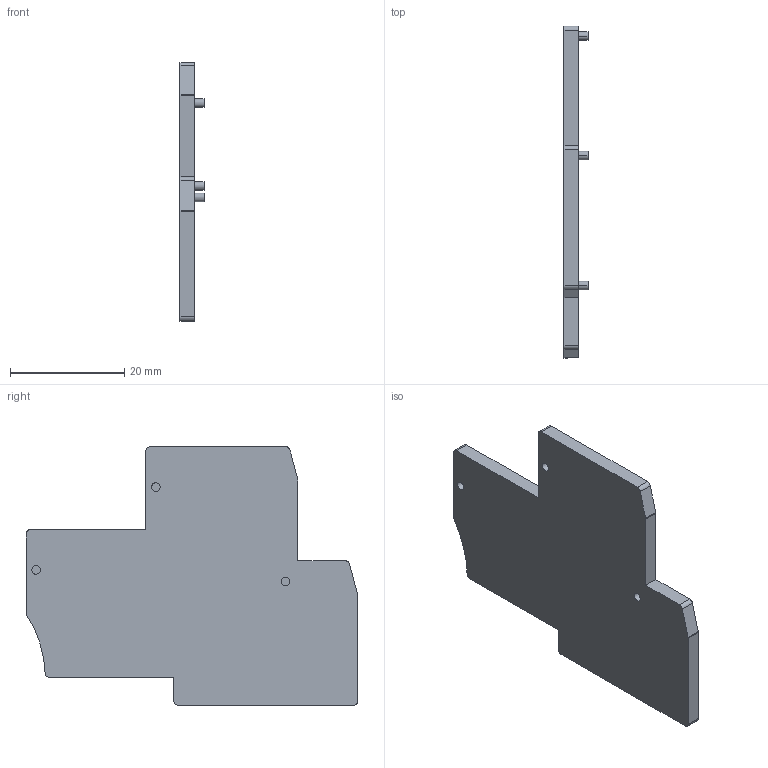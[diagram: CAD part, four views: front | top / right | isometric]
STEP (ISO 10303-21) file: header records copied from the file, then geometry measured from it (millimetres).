
FILE_DESCRIPTION(('CATIA V5R20 STEP214'),'2;1');
FILE_NAME ('347160_1', '2014-12-03T13:10:56+00:00', ('Weidmueller Interface'), ('Weidmueller'), 'CATIA Version 5 Release 20 SP 5 (IN-10)', 'CATIA V5 STEP AP214', 'none');
FILE_SCHEMA(('AUTOMOTIVE_DESIGN { 1 0 10303 214 1 1 1 1 }'));
Length unit declared in the file: millimetre
Products named in the file (1): 1070100000_WAP WDK_2-5-BLZ-M_ZA
Bounding box: 4.2 x 58 x 45.2 mm (x, y, z)
Volume: 4869.9 mm3; surface area: 4445.3 mm2
Topology: 1 solids, 1 shells, 43 faces, 105 edges, 70 vertices
Faces by surface type: cylinder 23, plane 20
Entity records: 1520 total; most frequent: CARTESIAN_POINT 210, ORIENTED_EDGE 210, DIRECTION 173, EDGE_CURVE 105, AXIS2_PLACEMENT_3D 81, VERTEX_POINT 70, VECTOR 59, LINE 59
